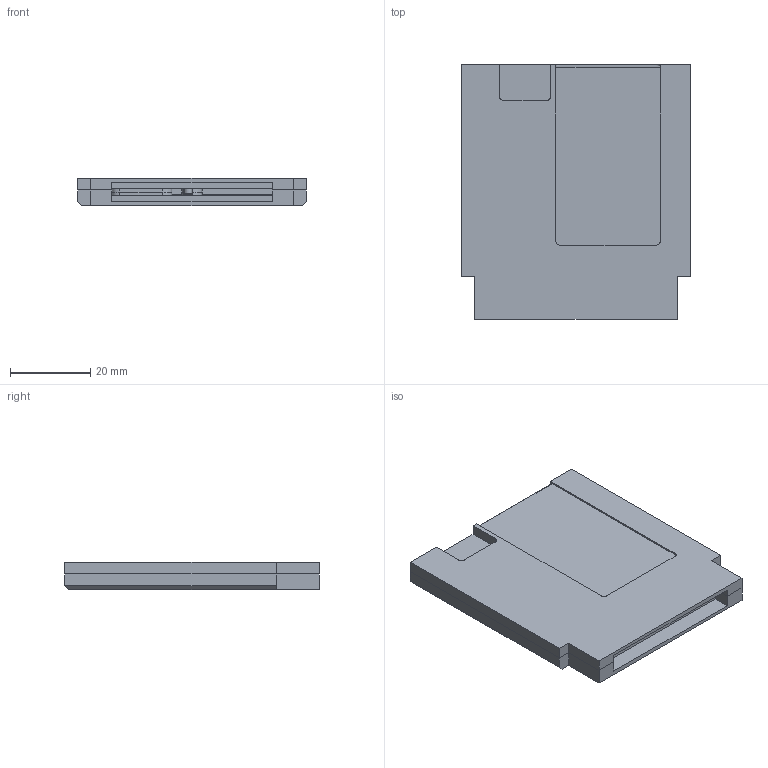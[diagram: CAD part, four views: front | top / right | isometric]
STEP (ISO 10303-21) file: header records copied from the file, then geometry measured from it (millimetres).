
FILE_DESCRIPTION(/* description */ (''),/* implementation_level */ '2;1');
FILE_NAME(/* name */ 'TinyTendo Cartridge-Shell.step',/* time_stamp */ '2022-09-04T13:24:29-05:00',/* author */ (''),/* organization */ (''),/* preprocessor_version */ 'ST-DEVELOPER v19',/* originating_system */ 'Autodesk Translation Framework v11.7.0.108',/* authorisation */ '');
FILE_SCHEMA (('AUTOMOTIVE_DESIGN { 1 0 10303 214 3 1 1 }'));
Length unit declared in the file: millimetre
Products named in the file (1): TinyTendo Cart-Shell
Bounding box: 57 x 63.5 x 6.8 mm (x, y, z)
Volume: 9112.4 mm3; surface area: 17520.9 mm2
Topology: 2 solids, 2 shells, 186 faces, 522 edges, 346 vertices
Faces by surface type: plane 166, cylinder 20
Full cylindrical faces by diameter (mm): 1.95 x1, 2 x2, 2.1 x1, 4 x1, 5 x2
Entity records: 5930 total; most frequent: CARTESIAN_POINT 1055, ORIENTED_EDGE 1044, DIRECTION 936, EDGE_CURVE 522, LINE 482, VECTOR 482, VERTEX_POINT 346, AXIS2_PLACEMENT_3D 227
